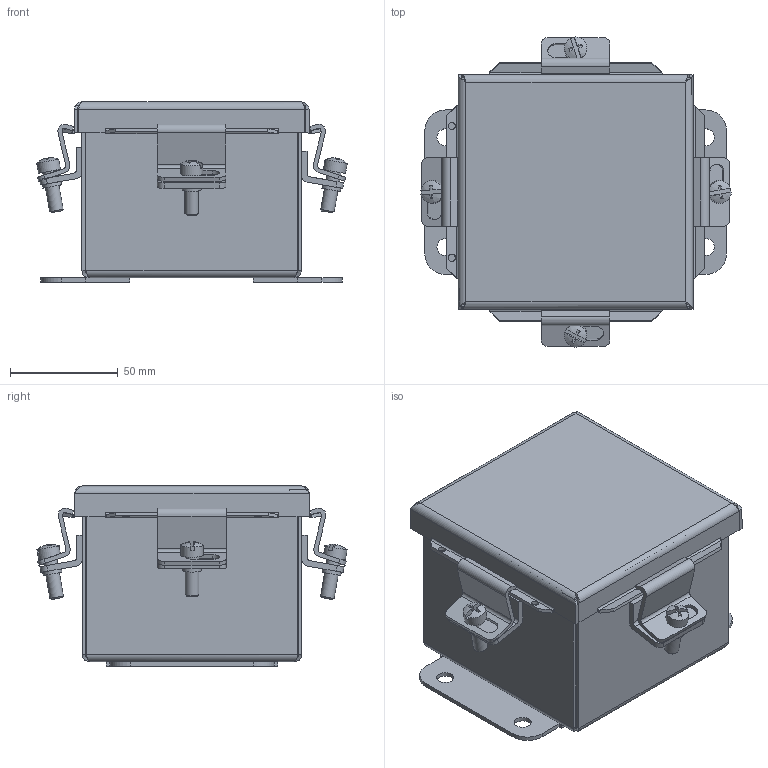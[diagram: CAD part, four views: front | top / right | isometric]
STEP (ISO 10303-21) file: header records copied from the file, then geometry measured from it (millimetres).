
FILE_DESCRIPTION(/* description */ ('NEMA4,JIC,CS,4X4X3'),/* implementation_level */ '2;1');
FILE_NAME(/* name */ 'BN4040403.stp',/* time_stamp */ '2021-10-23T16:08:53-05:00',/* author */ ('samuelbadillo'),/* organization */ (''),/* preprocessor_version */ 'ST-DEVELOPER v18',/* originating_system */ 'Autodesk Inventor 2020',/* authorisation */ '');
FILE_SCHEMA (('AUTOMOTIVE_DESIGN { 1 0 10303 214 3 1 1 }'));
Length unit declared in the file: inch
Products named in the file (9): BN4040403; C2002; 372134; C1001; 316159; B_0404_LID; 38811; B_040403_BKP; 3481
Assembly tree (19 placements, depth 2):
  BN4040403
    372134  x4
    C1001  x4
    C2002  x4
    316159  x2
    B_0404_LID
    38811
    B_040403_BKP
    3481  x2
Bounding box: 143.79 x 143.68 x 83.41 mm (x, y, z)
Volume: 152365.2 mm3; surface area: 174157.3 mm2
Topology: 19 solids, 19 shells, 458 faces, 1128 edges, 717 vertices
Faces by surface type: plane 299, cylinder 108, bspline 36, sphere 8, cone 5, torus 2
Full cylindrical faces by diameter (mm): 3.556 x2, 4.826 x1, 4.978 x4, 6.35 x5, 7.874 x4, 8.738 x4, 10.402 x4
Entity records: 9084 total; most frequent: CARTESIAN_POINT 2353, ORIENTED_EDGE 1290, DIRECTION 1198, EDGE_CURVE 645, LINE 478, VECTOR 478, VERTEX_POINT 391, AXIS2_PLACEMENT_3D 360
